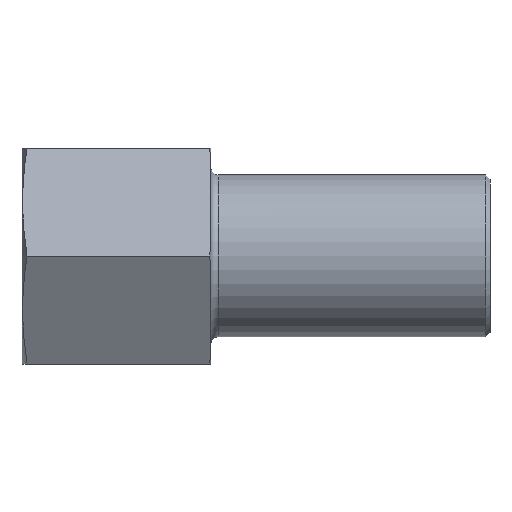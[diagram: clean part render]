
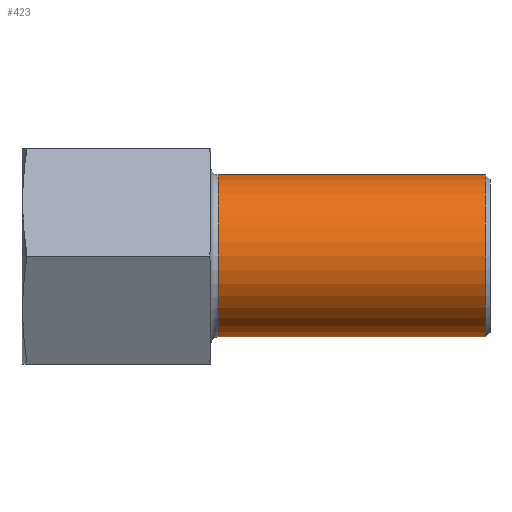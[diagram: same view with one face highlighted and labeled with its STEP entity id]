
A CAD part, front view. The second image highlights one B-rep face of the part: STEP entity #423.
In plain terms, the highlighted cylindrical face has radius 9 mm (diameter 18 mm), a full revolution.
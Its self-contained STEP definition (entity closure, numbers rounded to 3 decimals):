
#36=CYLINDRICAL_SURFACE('',#475,9.);
#56=FACE_OUTER_BOUND('',#81,.T.);
#81=EDGE_LOOP('',(#297,#298,#299,#300,#301,#302));
#107=LINE('',#666,#126);
#126=VECTOR('',#549,9.);
#148=CIRCLE('',#473,9.);
#149=CIRCLE('',#474,9.);
#150=CIRCLE('',#476,9.);
#151=CIRCLE('',#477,9.);
#175=VERTEX_POINT('',#656);
#176=VERTEX_POINT('',#657);
#177=VERTEX_POINT('',#662);
#178=VERTEX_POINT('',#663);
#222=EDGE_CURVE('',#175,#176,#148,.T.);
#223=EDGE_CURVE('',#176,#175,#149,.T.);
#225=EDGE_CURVE('',#177,#178,#150,.T.);
#226=EDGE_CURVE('',#178,#177,#151,.T.);
#227=EDGE_CURVE('',#178,#176,#107,.T.);
#297=ORIENTED_EDGE('',*,*,#225,.F.);
#298=ORIENTED_EDGE('',*,*,#226,.F.);
#299=ORIENTED_EDGE('',*,*,#227,.T.);
#300=ORIENTED_EDGE('',*,*,#222,.F.);
#301=ORIENTED_EDGE('',*,*,#223,.F.);
#302=ORIENTED_EDGE('',*,*,#227,.F.);
#423=ADVANCED_FACE('',(#56),#36,.T.);
#473=AXIS2_PLACEMENT_3D('',#658,#538,#539);
#474=AXIS2_PLACEMENT_3D('',#659,#540,#541);
#475=AXIS2_PLACEMENT_3D('',#661,#543,#544);
#476=AXIS2_PLACEMENT_3D('',#664,#545,#546);
#477=AXIS2_PLACEMENT_3D('',#665,#547,#548);
#538=DIRECTION('center_axis',(1.,0.,0.));
#539=DIRECTION('ref_axis',(0.,0.,-1.));
#540=DIRECTION('center_axis',(1.,0.,0.));
#541=DIRECTION('ref_axis',(0.,0.,-1.));
#543=DIRECTION('center_axis',(-1.,0.,0.));
#544=DIRECTION('ref_axis',(0.,0.,1.));
#545=DIRECTION('center_axis',(-1.,0.,0.));
#546=DIRECTION('ref_axis',(0.,0.,-1.));
#547=DIRECTION('center_axis',(-1.,0.,0.));
#548=DIRECTION('ref_axis',(0.,0.,-1.));
#549=DIRECTION('',(1.,0.,0.));
#656=CARTESIAN_POINT('',(25.5,0.,9.));
#657=CARTESIAN_POINT('',(25.5,0.,-9.));
#658=CARTESIAN_POINT('Origin',(25.5,0.,0.));
#659=CARTESIAN_POINT('Origin',(25.5,0.,0.));
#661=CARTESIAN_POINT('Origin',(10.5,0.,0.));
#662=CARTESIAN_POINT('',(-4.2,0.,9.));
#663=CARTESIAN_POINT('',(-4.2,0.,-9.));
#664=CARTESIAN_POINT('Origin',(-4.2,0.,0.));
#665=CARTESIAN_POINT('Origin',(-4.2,0.,0.));
#666=CARTESIAN_POINT('',(10.5,0.,-9.));
